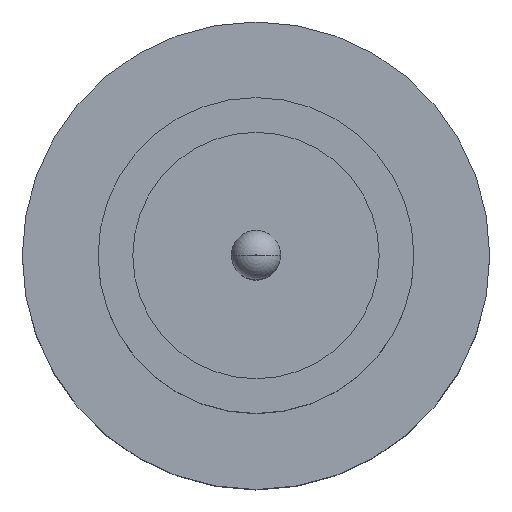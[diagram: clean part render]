
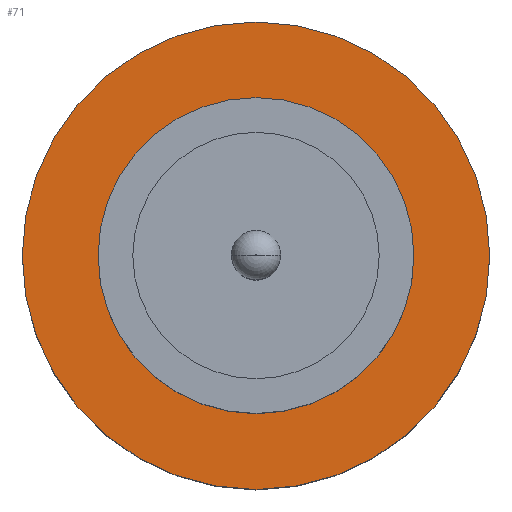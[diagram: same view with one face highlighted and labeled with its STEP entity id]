
A CAD part, top view. The second image highlights one B-rep face of the part: STEP entity #71.
In plain terms, the highlighted planar face has unit normal (0, 0, 1).
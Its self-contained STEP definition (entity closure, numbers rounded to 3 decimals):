
#15 = CARTESIAN_POINT ( 'NONE',  ( 0., 0., 1.55 ) ) ;
#38 = ORIENTED_EDGE ( 'NONE', *, *, #400, .T. ) ;
#40 = ORIENTED_EDGE ( 'NONE', *, *, #675, .T. ) ;
#52 = CARTESIAN_POINT ( 'NONE',  ( -1.25, 0., 1.55 ) ) ;
#62 = VERTEX_POINT ( 'NONE', #270 ) ;
#71 = ADVANCED_FACE ( 'NONE', ( #684, #782 ), #280, .T. ) ;
#83 = CARTESIAN_POINT ( 'NONE',  ( 1.25, 0., 1.55 ) ) ;
#90 = CIRCLE ( 'NONE', #857, 1.25 ) ;
#128 = EDGE_LOOP ( 'NONE', ( #40, #38 ) ) ;
#142 = CARTESIAN_POINT ( 'NONE',  ( 0., 0., 1.55 ) ) ;
#154 = EDGE_CURVE ( 'NONE', #808, #537, #350, .T. ) ;
#183 = CARTESIAN_POINT ( 'NONE',  ( 0., 0., 1.55 ) ) ;
#190 = EDGE_LOOP ( 'NONE', ( #798, #488 ) ) ;
#228 = DIRECTION ( 'NONE',  ( 1., 0., 0. ) ) ;
#238 = CIRCLE ( 'NONE', #704, 1.85 ) ;
#270 = CARTESIAN_POINT ( 'NONE',  ( -1.85, 0., 1.55 ) ) ;
#280 = PLANE ( 'NONE',  #741 ) ;
#327 = DIRECTION ( 'NONE',  ( 1., 0., 0. ) ) ;
#350 = CIRCLE ( 'NONE', #566, 1.25 ) ;
#366 = DIRECTION ( 'NONE',  ( 0., 0., 1. ) ) ;
#400 = EDGE_CURVE ( 'NONE', #843, #62, #439, .T. ) ;
#418 = CARTESIAN_POINT ( 'NONE',  ( 0., 0., 1.55 ) ) ;
#439 = CIRCLE ( 'NONE', #825, 1.85 ) ;
#465 = DIRECTION ( 'NONE',  ( 0., 0., 1. ) ) ;
#486 = DIRECTION ( 'NONE',  ( 1., 0., 0. ) ) ;
#488 = ORIENTED_EDGE ( 'NONE', *, *, #154, .F. ) ;
#537 = VERTEX_POINT ( 'NONE', #83 ) ;
#566 = AXIS2_PLACEMENT_3D ( 'NONE', #712, #366, #848 ) ;
#649 = DIRECTION ( 'NONE',  ( 0., 0., 1. ) ) ;
#675 = EDGE_CURVE ( 'NONE', #62, #843, #238, .T. ) ;
#684 = FACE_BOUND ( 'NONE', #190, .T. ) ;
#702 = DIRECTION ( 'NONE',  ( 0., 0., 1. ) ) ;
#704 = AXIS2_PLACEMENT_3D ( 'NONE', #183, #465, #327 ) ;
#712 = CARTESIAN_POINT ( 'NONE',  ( 0., 0., 1.55 ) ) ;
#717 = CARTESIAN_POINT ( 'NONE',  ( 1.85, 0., 1.55 ) ) ;
#741 = AXIS2_PLACEMENT_3D ( 'NONE', #418, #909, #486 ) ;
#771 = DIRECTION ( 'NONE',  ( 1., 0., 0. ) ) ;
#782 = FACE_OUTER_BOUND ( 'NONE', #128, .T. ) ;
#798 = ORIENTED_EDGE ( 'NONE', *, *, #816, .F. ) ;
#808 = VERTEX_POINT ( 'NONE', #52 ) ;
#816 = EDGE_CURVE ( 'NONE', #537, #808, #90, .T. ) ;
#825 = AXIS2_PLACEMENT_3D ( 'NONE', #142, #702, #771 ) ;
#843 = VERTEX_POINT ( 'NONE', #717 ) ;
#848 = DIRECTION ( 'NONE',  ( 1., 0., 0. ) ) ;
#857 = AXIS2_PLACEMENT_3D ( 'NONE', #15, #649, #228 ) ;
#909 = DIRECTION ( 'NONE',  ( 0., 0., 1. ) ) ;
